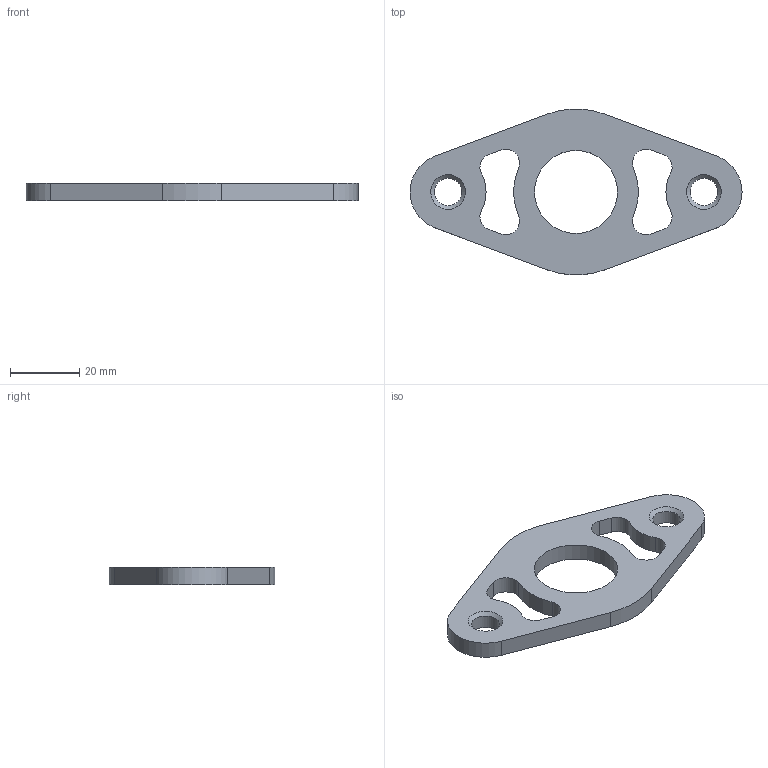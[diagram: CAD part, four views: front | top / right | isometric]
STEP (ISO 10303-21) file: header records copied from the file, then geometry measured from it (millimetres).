
FILE_DESCRIPTION (( 'STEP AP214' ), '1' );
FILE_NAME ('1. Top Cover.STEP', '2025-01-22T14:11:33', ( '' ), ( '' ), 'SwSTEP 2.0', 'SolidWorks 2025', '' );
FILE_SCHEMA (( 'AUTOMOTIVE_DESIGN' ));
Length unit declared in the file: millimetre
Products named in the file (1): 1. Top Cover
Bounding box: 96 x 47.88 x 5 mm (x, y, z)
Volume: 10614.3 mm3; surface area: 6634.7 mm2
Topology: 1 solids, 1 shells, 31 faces, 85 edges, 56 vertices
Faces by surface type: cylinder 19, plane 10, cone 2
Full cylindrical faces by diameter (mm): 8 x2, 24 x1
Entity records: 1021 total; most frequent: DIRECTION 184, CARTESIAN_POINT 168, ORIENTED_EDGE 160, EDGE_CURVE 80, AXIS2_PLACEMENT_3D 72, VERTEX_POINT 56, EDGE_LOOP 46, VECTOR 40
